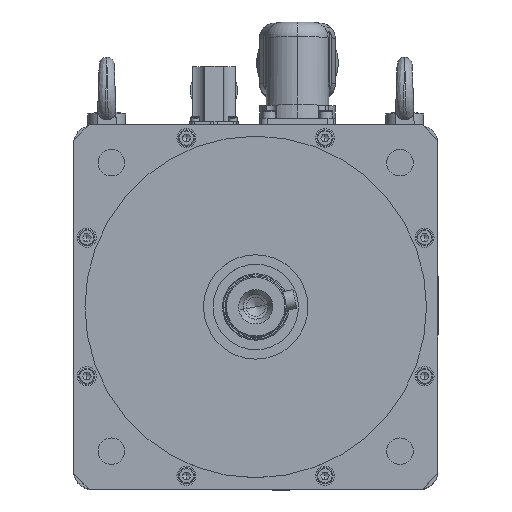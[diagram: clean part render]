
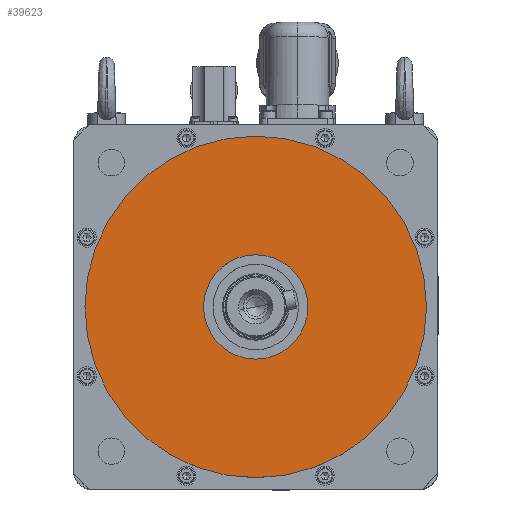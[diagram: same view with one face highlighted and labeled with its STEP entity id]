
A CAD part, top view. The second image highlights one B-rep face of the part: STEP entity #39623.
In plain terms, the highlighted planar face has unit normal (0, 0, 1).
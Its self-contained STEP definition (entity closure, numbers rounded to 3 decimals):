
#6649=CARTESIAN_POINT('',(0.,90.,273.5));
#6650=VERTEX_POINT('',#6649);
#6666=CARTESIAN_POINT('',(0.,-90.,273.5));
#6667=VERTEX_POINT('',#6666);
#6674=CARTESIAN_POINT('',(0.,0.,273.5));
#6675=DIRECTION('',(0.0,0.0,-1.0));
#6676=DIRECTION('',(0.0,1.0,0.0));
#6677=AXIS2_PLACEMENT_3D('',#6674,#6675,#6676);
#6678=CIRCLE('',#6677,90.0);
#6679=EDGE_CURVE('',#6667,#6650,#6678,.T.);
#6689=CARTESIAN_POINT('',(0.,-27.5,273.5));
#6690=VERTEX_POINT('',#6689);
#6699=CARTESIAN_POINT('',(0.,27.5,273.5));
#6700=VERTEX_POINT('',#6699);
#6701=CARTESIAN_POINT('',(0.,0.,273.5));
#6702=DIRECTION('',(0.0,0.0,-1.0));
#6703=DIRECTION('',(0.0,-1.0,0.0));
#6704=AXIS2_PLACEMENT_3D('',#6701,#6702,#6703);
#6705=CIRCLE('',#6704,27.5);
#6706=EDGE_CURVE('',#6700,#6690,#6705,.T.);
#39556=CARTESIAN_POINT('',(0.,0.,273.5));
#39557=DIRECTION('',(0.0,0.0,-1.0));
#39558=DIRECTION('',(0.0,-1.0,0.0));
#39559=AXIS2_PLACEMENT_3D('',#39556,#39557,#39558);
#39560=CIRCLE('',#39559,27.5);
#39561=EDGE_CURVE('',#6690,#6700,#39560,.T.);
#39592=CARTESIAN_POINT('',(0.,0.,273.5));
#39593=DIRECTION('',(0.0,0.0,-1.0));
#39594=DIRECTION('',(0.0,1.0,0.0));
#39595=AXIS2_PLACEMENT_3D('',#39592,#39593,#39594);
#39596=CIRCLE('',#39595,90.0);
#39597=EDGE_CURVE('',#6650,#6667,#39596,.T.);
#39610=CARTESIAN_POINT('',(0.,0.,273.5));
#39611=DIRECTION('',(0.0,0.0,-1.0));
#39612=DIRECTION('',(0.0,1.0,0.0));
#39613=AXIS2_PLACEMENT_3D('',#39610,#39611,#39612);
#39614=PLANE('',#39613);
#39615=ORIENTED_EDGE('',*,*,#6679,.F.);
#39616=ORIENTED_EDGE('',*,*,#39597,.F.);
#39617=EDGE_LOOP('',(#39615,#39616));
#39618=FACE_OUTER_BOUND('',#39617,.T.);
#39619=ORIENTED_EDGE('',*,*,#6706,.T.);
#39620=ORIENTED_EDGE('',*,*,#39561,.T.);
#39621=EDGE_LOOP('',(#39619,#39620));
#39622=FACE_BOUND('',#39621,.T.);
#39623=ADVANCED_FACE('',(#39618,#39622),#39614,.F.);
